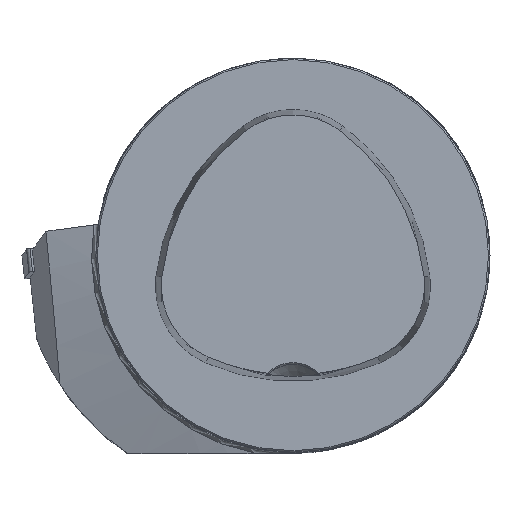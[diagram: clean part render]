
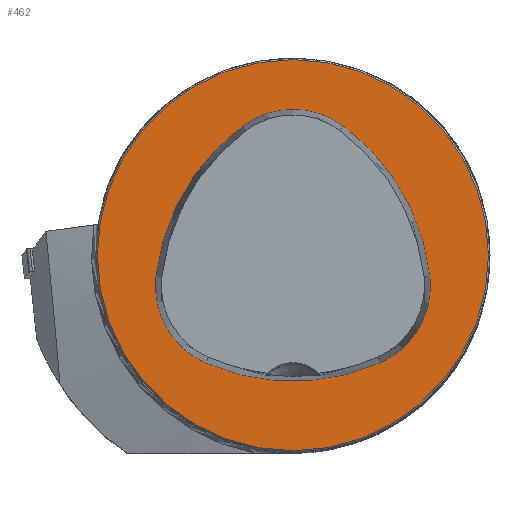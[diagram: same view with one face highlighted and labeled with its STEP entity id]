
A CAD part, top view. The second image highlights one B-rep face of the part: STEP entity #462.
In plain terms, the highlighted planar face has unit normal (0, 0, 1).
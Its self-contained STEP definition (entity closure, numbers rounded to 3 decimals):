
#102=FACE_BOUND('',#666,.T.);
#103=FACE_BOUND('',#667,.T.);
#138=PLANE('',#1935);
#462=ADVANCED_FACE('CU_FL_N1_SU_1',(#102,#103),#138,.T.);
#666=EDGE_LOOP('',(#923,#924,#925,#926,#927,#928));
#667=EDGE_LOOP('',(#929));
#923=ORIENTED_EDGE('',*,*,#1595,.F.);
#924=ORIENTED_EDGE('',*,*,#1596,.F.);
#925=ORIENTED_EDGE('',*,*,#1597,.F.);
#926=ORIENTED_EDGE('',*,*,#1598,.F.);
#927=ORIENTED_EDGE('',*,*,#1592,.F.);
#928=ORIENTED_EDGE('',*,*,#1599,.F.);
#929=ORIENTED_EDGE('',*,*,#1600,.T.);
#1410=VERTEX_POINT('',#3127);
#1411=VERTEX_POINT('',#3129);
#1413=VERTEX_POINT('',#3135);
#1414=VERTEX_POINT('',#3136);
#1415=VERTEX_POINT('',#3138);
#1416=VERTEX_POINT('',#3140);
#1417=VERTEX_POINT('',#3144);
#1592=EDGE_CURVE('',#1410,#1411,#1770,.T.);
#1595=EDGE_CURVE('',#1413,#1414,#1772,.T.);
#1596=EDGE_CURVE('',#1415,#1413,#1773,.T.);
#1597=EDGE_CURVE('',#1416,#1415,#1774,.T.);
#1598=EDGE_CURVE('',#1411,#1416,#1775,.T.);
#1599=EDGE_CURVE('',#1414,#1410,#1776,.T.);
#1600=EDGE_CURVE('',#1417,#1417,#1777,.T.);
#1770=CIRCLE('',#1926,44.075);
#1772=CIRCLE('',#1929,44.075);
#1773=CIRCLE('',#1930,17.075);
#1774=CIRCLE('',#1931,44.075);
#1775=CIRCLE('',#1932,17.075);
#1776=CIRCLE('',#1933,17.075);
#1777=CIRCLE('',#1934,39.7);
#1926=AXIS2_PLACEMENT_3D('',#3128,#2195,#2196);
#1929=AXIS2_PLACEMENT_3D('',#3134,#2202,#2203);
#1930=AXIS2_PLACEMENT_3D('',#3137,#2204,#2205);
#1931=AXIS2_PLACEMENT_3D('',#3139,#2206,#2207);
#1932=AXIS2_PLACEMENT_3D('',#3141,#2208,#2209);
#1933=AXIS2_PLACEMENT_3D('',#3142,#2210,#2211);
#1934=AXIS2_PLACEMENT_3D('',#3143,#2212,#2213);
#1935=AXIS2_PLACEMENT_3D('',#3145,#2214,#2215);
#2195=DIRECTION('',(0.,0.,1.));
#2196=DIRECTION('',(1.,0.,0.));
#2202=DIRECTION('',(0.,0.,1.));
#2203=DIRECTION('',(1.,0.,0.));
#2204=DIRECTION('',(0.,0.,1.));
#2205=DIRECTION('',(1.,0.,0.));
#2206=DIRECTION('',(0.,0.,1.));
#2207=DIRECTION('',(1.,0.,0.));
#2208=DIRECTION('',(0.,0.,1.));
#2209=DIRECTION('',(1.,0.,0.));
#2210=DIRECTION('',(0.,0.,1.));
#2211=DIRECTION('',(1.,0.,0.));
#2212=DIRECTION('',(0.,0.,1.));
#2213=DIRECTION('',(1.,0.,0.));
#2214=DIRECTION('',(0.,0.,1.));
#2215=DIRECTION('',(1.,0.,0.));
#3127=CARTESIAN_POINT('',(-17.691,-21.869,0.));
#3128=CARTESIAN_POINT('',(0.,18.5,0.));
#3129=CARTESIAN_POINT('',(17.691,-21.869,0.));
#3134=CARTESIAN_POINT('',(15.993,-9.254,0.));
#3135=CARTESIAN_POINT('',(-10.114,26.257,0.));
#3136=CARTESIAN_POINT('',(-27.805,-4.317,0.));
#3137=CARTESIAN_POINT('',(0.,12.5,0.));
#3138=CARTESIAN_POINT('',(10.114,26.257,0.));
#3139=CARTESIAN_POINT('',(-15.993,-9.254,0.));
#3140=CARTESIAN_POINT('',(27.805,-4.317,0.));
#3141=CARTESIAN_POINT('',(10.837,-6.23,0.));
#3142=CARTESIAN_POINT('',(-10.837,-6.23,0.));
#3143=CARTESIAN_POINT('',(0.,0.,0.));
#3144=CARTESIAN_POINT('',(39.7,0.,0.));
#3145=CARTESIAN_POINT('',(0.,0.,0.));
